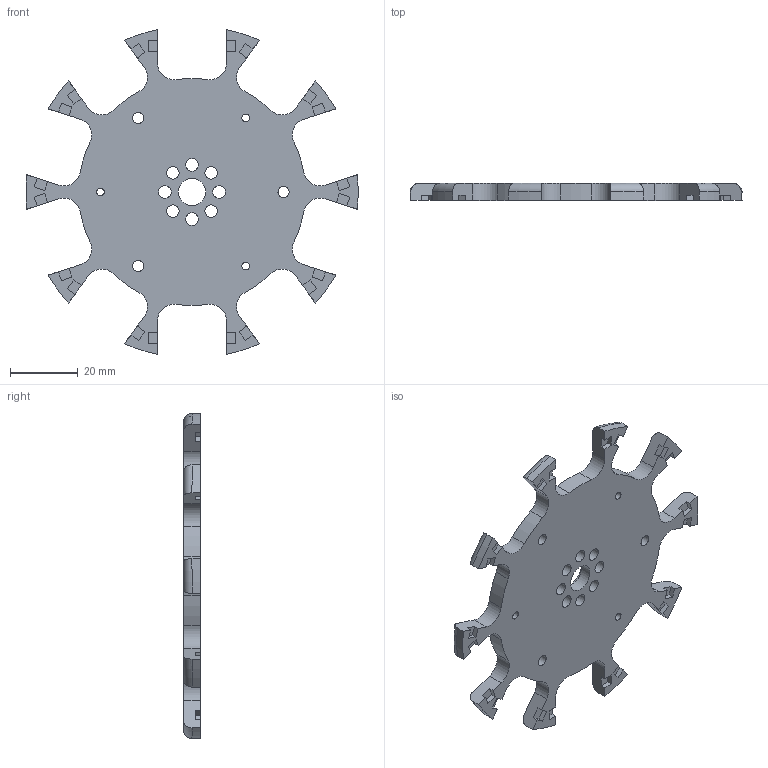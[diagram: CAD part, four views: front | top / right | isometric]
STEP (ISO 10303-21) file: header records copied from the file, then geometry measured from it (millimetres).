
FILE_DESCRIPTION(/* description */ (''),/* implementation_level */ '2;1');
FILE_NAME(/* name */ 'TETRIX_731132_HUB.ipt.stp',/* time_stamp */ '2014-12-18T17:44:46-08:00',/* author */ ('Autodesk Inc.'),/* organization */ ('Autodesk Inc.'),/* preprocessor_version */ 'ST-DEVELOPER v15.6',/* originating_system */ 'Autodesk Inventor 2015',/* authorisation */ '');
FILE_SCHEMA (('CONFIG_CONTROL_DESIGN','AUTOMOTIVE_DESIGN { 1 0 10303 214 3 1 1 }'));
Length unit declared in the file: millimetre
Products named in the file (1): TETRIX_731132_HUB
Bounding box: 97.94 x 5 x 95.85 mm (x, y, z)
Volume: 21032.1 mm3; surface area: 12403.9 mm2
Topology: 1 solids, 1 shells, 175 faces, 507 edges, 338 vertices
Faces by surface type: plane 106, cylinder 59, torus 10
Full cylindrical faces by diameter (mm): 2.3 x3, 3.3 x3, 3.7 x8, 6 x3, 8.1 x1, 11.2 x1
Entity records: 6087 total; most frequent: CARTESIAN_POINT 1182, ORIENTED_EDGE 976, DIRECTION 948, EDGE_CURVE 488, LINE 340, VECTOR 340, VERTEX_POINT 338, AXIS2_PLACEMENT_3D 304
